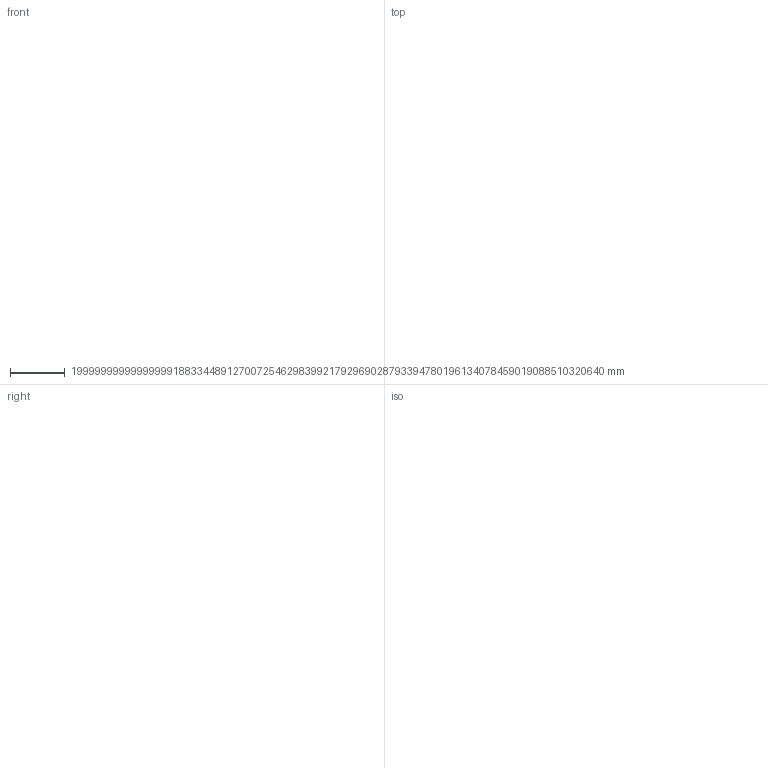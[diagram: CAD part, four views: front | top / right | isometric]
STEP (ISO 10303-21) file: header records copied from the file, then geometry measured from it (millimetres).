
FILE_DESCRIPTION (( 'STEP AP203' ), '1' );
FILE_NAME ('Presser.STEP', '2024-11-21T06:02:53', ( '' ), ( '' ), 'SwSTEP 2.0', 'SolidWorks 2024', '' );
FILE_SCHEMA (( 'CONFIG_CONTROL_DESIGN' ));
Length unit declared in the file: millimetre
Products named in the file (1): Presser
Bounding box: 121089068697386863971385638604675832956769561414955553458941498719657251696606753480245248 x 57.05 x 59.18 mm (x, y, z)
Volume: 887.2 mm3; surface area: 1004.2 mm2
Topology: 1 solids, 1 shells, 25 faces, 56 edges, 35 vertices
Faces by surface type: cylinder 16, plane 9
Entity records: 897 total; most frequent: CARTESIAN_POINT 259, DIRECTION 122, ORIENTED_EDGE 112, EDGE_CURVE 56, AXIS2_PLACEMENT_3D 50, VERTEX_POINT 35, EDGE_LOOP 27, FACE_OUTER_BOUND 25
